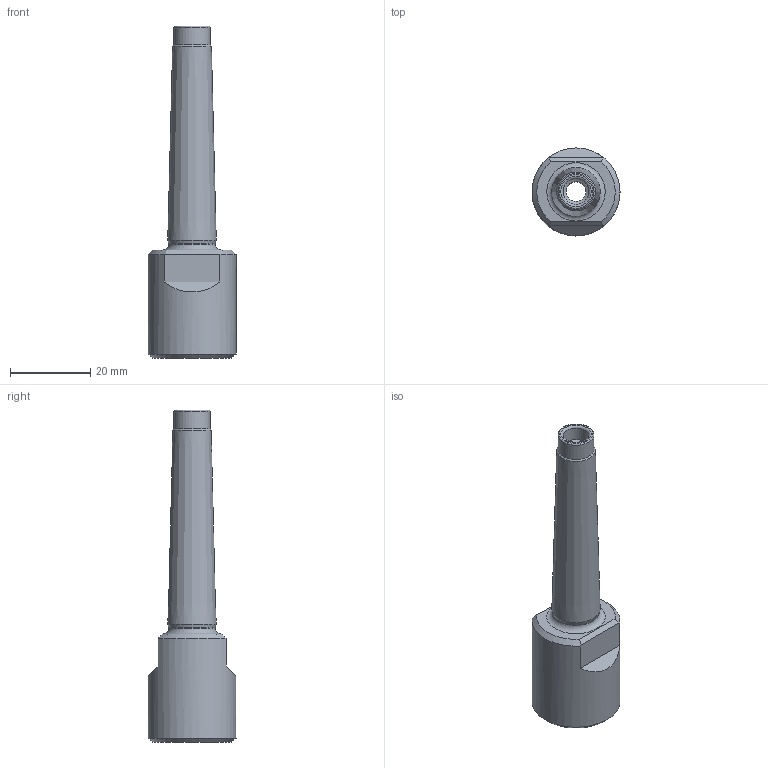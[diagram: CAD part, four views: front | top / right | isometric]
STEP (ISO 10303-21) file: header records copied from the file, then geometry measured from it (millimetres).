
FILE_DESCRIPTION(/* description */ (''),/* implementation_level */ '2;1');
FILE_NAME(/* name */ '270111600.stp',/* time_stamp */ '2021-01-08T12:42:36',/* author */ ('LRA'),/* organization */ ('REGO-FIX'),/* preprocessor_version */ ' Unknown',/* originating_system */ 'SIEMENS PLM Software Solid Edge ST10',/* authorization */ 'Unknown');
FILE_SCHEMA (('AUTOMOTIVE_DESIGN { 1 0 10303 214 2 1 1}'));
Length unit declared in the file: millimetre
Products named in the file (1): NOCUT
Bounding box: 22 x 22 x 83 mm (x, y, z)
Volume: 10465.2 mm3; surface area: 6084.3 mm2
Topology: 1 solids, 1 shells, 31 faces, 72 edges, 44 vertices
Faces by surface type: cone 10, plane 9, cylinder 8, torus 4
Full cylindrical faces by diameter (mm): 4.917 x2, 6.4 x1, 6.5 x1, 9 x1, 10.5 x1, 11.6 x1, 22 x1
Entity records: 992 total; most frequent: CARTESIAN_POINT 143, DIRECTION 136, ORIENTED_EDGE 92, AXIS2_PLACEMENT_3D 63, EDGE_LOOP 54, FACE_BOUND 54, EDGE_CURVE 46, VERTEX_POINT 38
